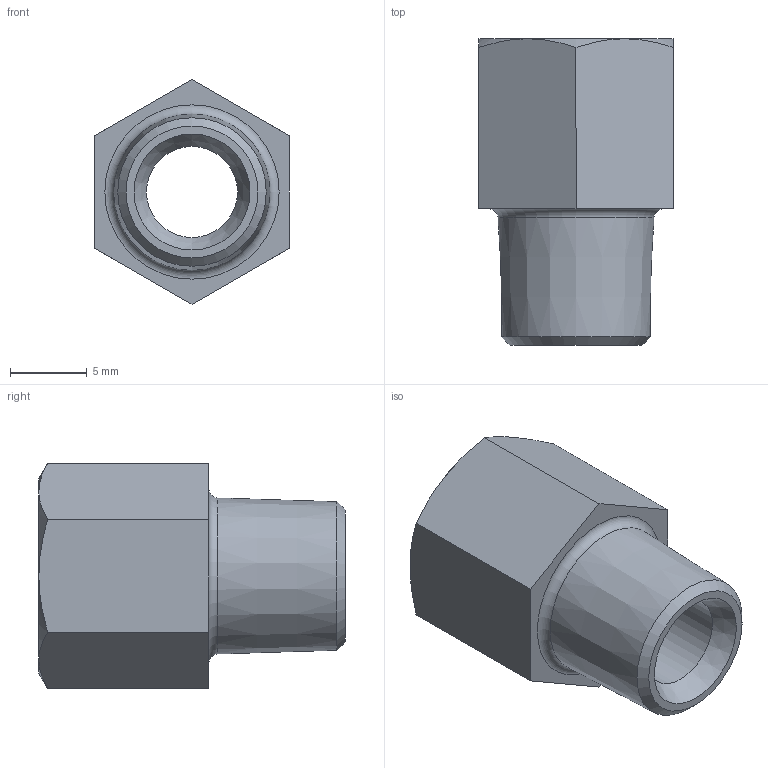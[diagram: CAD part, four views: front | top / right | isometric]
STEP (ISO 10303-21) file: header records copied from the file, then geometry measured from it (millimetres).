
FILE_DESCRIPTION(/* description */ ('STEP AP214'),/* implementation_level */ '2;1');
FILE_NAME(/* name */ '9624_AD-1_8NPT-G1_8-I',/* time_stamp */ '2024-07-30T14:36:40+02:00',/* author */ ('License CC BY-ND 4.0'),/* organization */ ('CADENAS'),/* preprocessor_version */ 'ST-DEVELOPER v19.3',/* originating_system */ 'PARTsolutions',/* authorisation */ ' ');
FILE_SCHEMA (('AUTOMOTIVE_DESIGN {1 0 10303 214 3 1 1}'));
Length unit declared in the file: millimetre
Products named in the file (1): 9624 AD-1/8NPT-G1/8-I
Bounding box: 12.7 x 20 x 14.66 mm (x, y, z)
Volume: 1356.3 mm3; surface area: 1386.7 mm2
Topology: 1 solids, 1 shells, 23 faces, 48 edges, 28 vertices
Faces by surface type: cone 11, plane 9, cylinder 2, torus 1
Full cylindrical faces by diameter (mm): 5.95 x1, 8.566 x1
Entity records: 608 total; most frequent: CARTESIAN_POINT 128, DIRECTION 92, ORIENTED_EDGE 80, EDGE_CURVE 40, AXIS2_PLACEMENT_3D 40, EDGE_LOOP 34, FACE_BOUND 34, VERTEX_POINT 28
